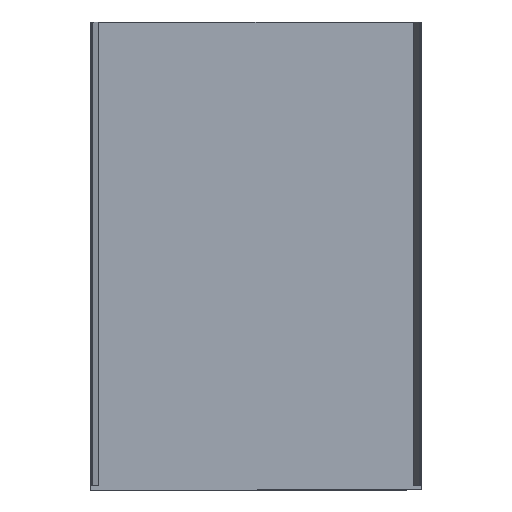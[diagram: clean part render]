
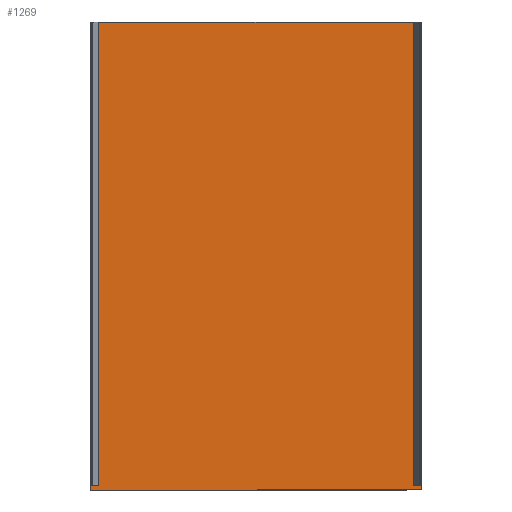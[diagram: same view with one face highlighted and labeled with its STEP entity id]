
A CAD part, front view. The second image highlights one B-rep face of the part: STEP entity #1269.
In plain terms, the highlighted planar face has unit normal (0, -1, 0).
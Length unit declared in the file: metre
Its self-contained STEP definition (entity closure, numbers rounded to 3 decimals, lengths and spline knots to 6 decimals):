
#250=ORIENTED_EDGE('',*,*,#542,.T.);
#251=ORIENTED_EDGE('',*,*,#556,.T.);
#252=ORIENTED_EDGE('',*,*,#557,.F.);
#253=ORIENTED_EDGE('',*,*,#558,.F.);
#254=ORIENTED_EDGE('',*,*,#545,.F.);
#255=ORIENTED_EDGE('',*,*,#480,.F.);
#256=ORIENTED_EDGE('',*,*,#447,.F.);
#257=ORIENTED_EDGE('',*,*,#501,.T.);
#447=EDGE_CURVE('',#634,#635,#755,.T.);
#480=EDGE_CURVE('',#635,#658,#780,.T.);
#501=EDGE_CURVE('',#634,#669,#797,.F.);
#542=EDGE_CURVE('',#669,#704,#830,.T.);
#545=EDGE_CURVE('',#658,#705,#833,.T.);
#556=EDGE_CURVE('',#704,#715,#843,.F.);
#557=EDGE_CURVE('',#716,#715,#844,.T.);
#558=EDGE_CURVE('',#705,#716,#845,.T.);
#634=VERTEX_POINT('',#1792);
#635=VERTEX_POINT('',#1794);
#658=VERTEX_POINT('',#1861);
#669=VERTEX_POINT('',#1902);
#704=VERTEX_POINT('',#1982);
#705=VERTEX_POINT('',#1986);
#715=VERTEX_POINT('',#2014);
#716=VERTEX_POINT('',#2016);
#755=LINE('',#1793,#909);
#780=LINE('',#1860,#934);
#797=LINE('',#1901,#951);
#830=LINE('',#1983,#984);
#833=LINE('',#1989,#987);
#843=LINE('',#2013,#997);
#844=LINE('',#2015,#998);
#845=LINE('',#2017,#999);
#909=VECTOR('',#1437,1.);
#934=VECTOR('',#1500,1.);
#951=VECTOR('',#1543,1.);
#984=VECTOR('',#1602,1.);
#987=VECTOR('',#1607,1.);
#997=VECTOR('',#1621,1.);
#998=VECTOR('',#1622,1.);
#999=VECTOR('',#1623,1.);
#1086=EDGE_LOOP('',(#250,#251,#252,#253,#254,#255,#256,#257));
#1154=FACE_BOUND('',#1086,.T.);
#1212=PLANE('',#1371);
#1269=ADVANCED_FACE('',(#1154),#1212,.F.);
#1371=AXIS2_PLACEMENT_3D('',#2012,#1619,#1620);
#1437=DIRECTION('',(1.,0.,0.));
#1500=DIRECTION('',(0.,0.,-1.));
#1543=DIRECTION('',(0.,0.,-1.));
#1602=DIRECTION('',(-1.,0.,0.));
#1607=DIRECTION('',(-1.,0.,0.));
#1619=DIRECTION('',(0.,1.,0.));
#1620=DIRECTION('',(-1.,0.,0.));
#1621=DIRECTION('',(0.,0.,1.));
#1622=DIRECTION('',(1.,0.,0.));
#1623=DIRECTION('',(0.,0.,1.));
#1792=CARTESIAN_POINT('',(-0.024587,-0.03115,0.002));
#1793=CARTESIAN_POINT('',(-0.076603,-0.03115,0.002));
#1794=CARTESIAN_POINT('',(-0.020957,-0.03115,0.002));
#1860=CARTESIAN_POINT('',(-0.020957,-0.03115,0.1085));
#1861=CARTESIAN_POINT('',(-0.020957,-0.03115,0.));
#1901=CARTESIAN_POINT('',(-0.024587,-0.03115,0.1095));
#1902=CARTESIAN_POINT('',(-0.024587,-0.03115,0.217));
#1982=CARTESIAN_POINT('',(-0.17062,-0.03115,0.217));
#1983=CARTESIAN_POINT('',(-0.138514,-0.03115,0.217));
#1986=CARTESIAN_POINT('',(-0.17425,-0.03115,0.));
#1989=CARTESIAN_POINT('',(-0.076603,-0.03115,0.));
#2012=CARTESIAN_POINT('',(-0.076603,-0.03115,0.1085));
#2013=CARTESIAN_POINT('',(-0.17062,-0.03115,0.1085));
#2014=CARTESIAN_POINT('',(-0.17062,-0.03115,0.002));
#2015=CARTESIAN_POINT('',(-0.118603,-0.03115,0.002));
#2016=CARTESIAN_POINT('',(-0.17425,-0.03115,0.002));
#2017=CARTESIAN_POINT('',(-0.17425,-0.03115,0.1085));
